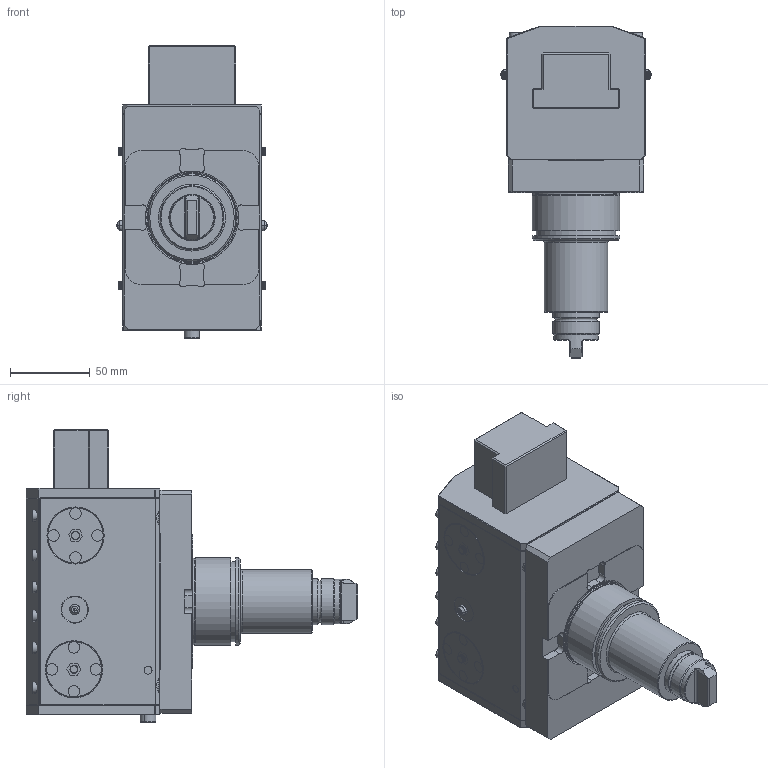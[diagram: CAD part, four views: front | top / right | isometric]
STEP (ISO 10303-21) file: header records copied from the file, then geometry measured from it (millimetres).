
FILE_DESCRIPTION (( 'STEP AP214' ), '1' );
FILE_NAME ('RRPSTRH35131UT55P.STEP', '2026-04-23T12:21:12', ( '' ), ( '' ), 'SwSTEP 2.0', 'SolidWorks 2023', '' );
FILE_SCHEMA (( 'AUTOMOTIVE_DESIGN' ));
Length unit declared in the file: millimetre
Products named in the file (1): RRPSTRH35131UT55P
Bounding box: 94.6 x 208.2 x 183.83 mm (x, y, z)
Surface area: 131251.7 mm2 (no closed solid volume)
Topology: 0 solids, 8 shells, 1572 faces, 3794 edges, 2378 vertices
Faces by surface type: plane 862, cylinder 279, cone 240, bspline 138, torus 49, sphere 4
Full cylindrical faces by diameter (mm): 0.85 x1, 1.05 x1, 3.183 x1, 12 x2, 25 x1, 28 x2, 29 x4, 40 x1, 50.2 x1, 54.6 x1, 55 x2
Entity records: 57702 total; most frequent: CARTESIAN_POINT 17865, ORIENTED_EDGE 7484, DIRECTION 7128, EDGE_CURVE 3748, LINE 2412, VECTOR 2412, VERTEX_POINT 2367, AXIS2_PLACEMENT_3D 2358
